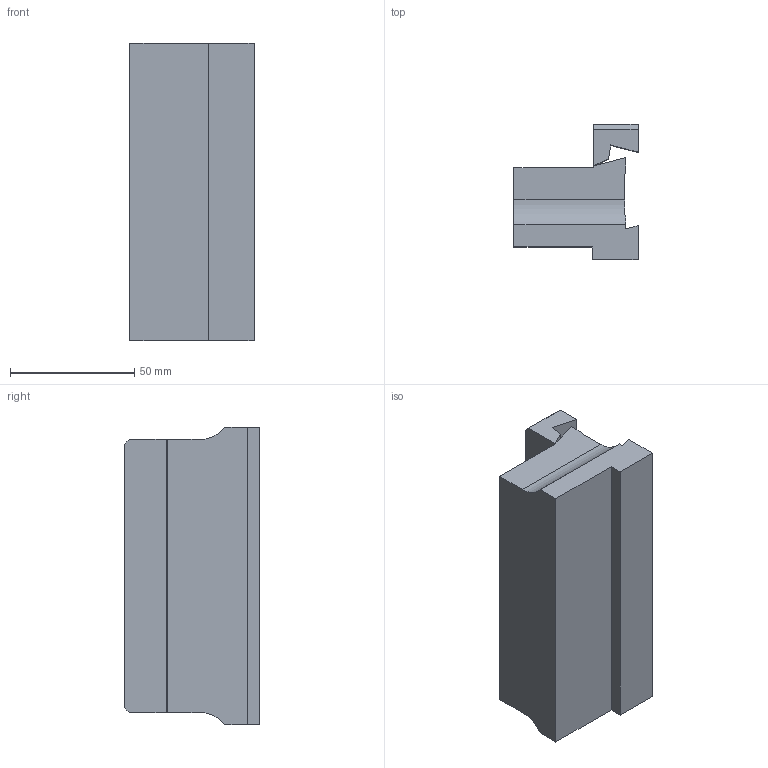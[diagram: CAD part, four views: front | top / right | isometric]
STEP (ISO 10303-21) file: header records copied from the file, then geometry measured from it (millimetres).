
FILE_DESCRIPTION(/* description */ ('3-D model version:1'),/* implementation_level */ '2;1');
FILE_NAME(/* name */ '151.2-3232-25',/* time_stamp */ '2016-03-02T13:36:06+01:00',/* author */ ('InteractiveCad'),/* organization */ ('AB Sandvik Coromant'),/* preprocessor_version */ 'ST-DEVELOPER v15',/* originating_system */ 'SIEMENS PLM Software NX 8.5',/* authorisation */ '');
FILE_SCHEMA (('AP203_CONFIGURATION_CONTROLLED_3D_DESIGN_OF_MECHANICAL_PARTS_AND_ASSEMBLIES_MIM_LF { 1 0 10303 403 2 1 2}'));
Length unit declared in the file: millimetre
Products named in the file (1): 151_2_3232_25_SIM
Bounding box: 50 x 54.5 x 120 mm (x, y, z)
Volume: 205231.6 mm3; surface area: 32160.4 mm2
Topology: 2 solids, 2 shells, 30 faces, 78 edges, 52 vertices
Faces by surface type: plane 28, cylinder 2
Entity records: 1009 total; most frequent: CARTESIAN_POINT 161, ORIENTED_EDGE 156, DIRECTION 148, EDGE_CURVE 78, LINE 70, VECTOR 70, VERTEX_POINT 52, AXIS2_PLACEMENT_3D 39
